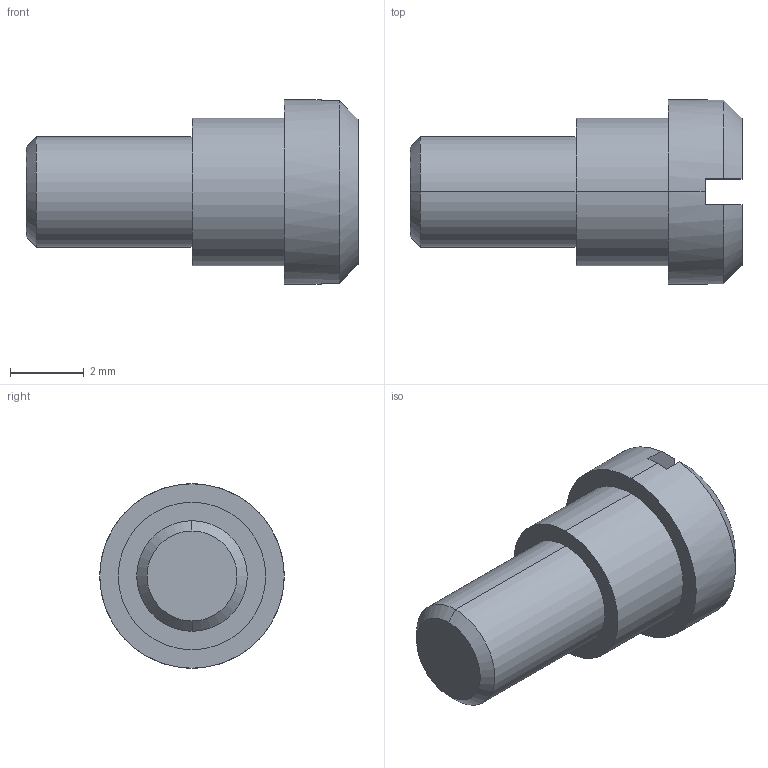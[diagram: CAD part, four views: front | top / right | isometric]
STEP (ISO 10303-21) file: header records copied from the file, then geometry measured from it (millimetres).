
FILE_DESCRIPTION (( 'STEP AP214' ), '1' );
FILE_NAME ('OM-999-010-120_01.STEP', '2024-10-07T16:39:54', ( '' ), ( '' ), 'SwSTEP 2.0', 'SolidWorks 2022', '' );
FILE_SCHEMA (( 'AUTOMOTIVE_DESIGN' ));
Length unit declared in the file: millimetre
Products named in the file (1): OM-999-010-120_01
Bounding box: 9 x 5 x 5 mm (x, y, z)
Volume: 97 mm3; surface area: 146.3 mm2
Topology: 1 solids, 1 shells, 18 faces, 40 edges, 26 vertices
Faces by surface type: plane 8, cylinder 6, cone 4
Entity records: 568 total; most frequent: CARTESIAN_POINT 97, DIRECTION 94, ORIENTED_EDGE 80, EDGE_CURVE 40, AXIS2_PLACEMENT_3D 39, VERTEX_POINT 26, CIRCLE 20, EDGE_LOOP 20
